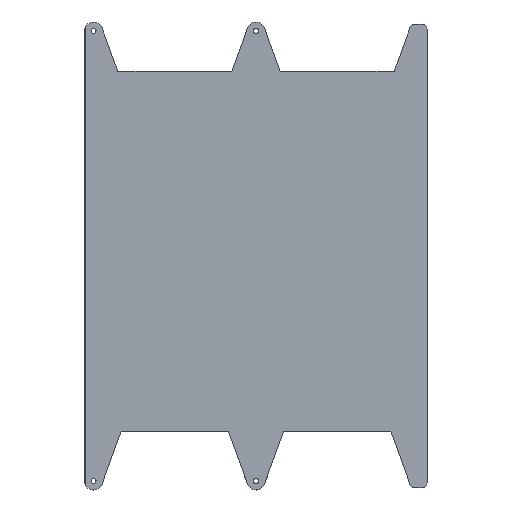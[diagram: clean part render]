
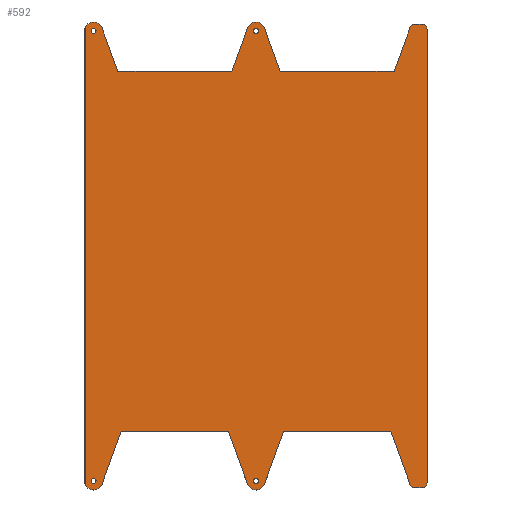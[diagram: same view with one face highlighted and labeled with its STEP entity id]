
A CAD part, top view. The second image highlights one B-rep face of the part: STEP entity #592.
In plain terms, the highlighted planar face has unit normal (0, 0, 1).
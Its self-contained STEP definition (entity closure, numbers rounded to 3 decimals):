
#15=FACE_BOUND('',#98,.T.);
#16=FACE_BOUND('',#99,.T.);
#17=FACE_BOUND('',#100,.T.);
#18=FACE_BOUND('',#101,.T.);
#23=CIRCLE('',#638,10.);
#24=CIRCLE('',#639,10.);
#25=CIRCLE('',#640,10.);
#26=CIRCLE('',#641,10.);
#27=CIRCLE('',#642,10.);
#28=CIRCLE('',#643,10.);
#29=CIRCLE('',#644,10.);
#30=CIRCLE('',#645,10.);
#31=CIRCLE('',#646,2.75);
#32=CIRCLE('',#647,2.75);
#33=CIRCLE('',#648,2.75);
#34=CIRCLE('',#649,2.75);
#47=PLANE('',#637);
#66=FACE_OUTER_BOUND('',#97,.T.);
#97=EDGE_LOOP('',(#408,#409,#410,#411,#412,#413,#414,#415,#416,#417,#418,
#419,#420,#421,#422,#423,#424,#425,#426,#427,#428,#429,#430,#431));
#98=EDGE_LOOP('',(#432));
#99=EDGE_LOOP('',(#433));
#100=EDGE_LOOP('',(#434));
#101=EDGE_LOOP('',(#435));
#135=LINE('',#875,#196);
#137=LINE('',#888,#198);
#138=LINE('',#890,#199);
#139=LINE('',#892,#200);
#140=LINE('',#896,#201);
#141=LINE('',#898,#202);
#142=LINE('',#900,#203);
#143=LINE('',#904,#204);
#144=LINE('',#908,#205);
#145=LINE('',#912,#206);
#146=LINE('',#916,#207);
#147=LINE('',#918,#208);
#148=LINE('',#920,#209);
#149=LINE('',#924,#210);
#150=LINE('',#926,#211);
#151=LINE('',#928,#212);
#196=VECTOR('',#695,10.);
#198=VECTOR('',#701,10.);
#199=VECTOR('',#702,10.);
#200=VECTOR('',#703,10.);
#201=VECTOR('',#706,10.);
#202=VECTOR('',#707,10.);
#203=VECTOR('',#708,10.);
#204=VECTOR('',#711,10.);
#205=VECTOR('',#714,10.);
#206=VECTOR('',#717,10.);
#207=VECTOR('',#720,10.);
#208=VECTOR('',#721,10.);
#209=VECTOR('',#722,10.);
#210=VECTOR('',#725,10.);
#211=VECTOR('',#726,10.);
#212=VECTOR('',#727,10.);
#260=VERTEX_POINT('',#867);
#261=VERTEX_POINT('',#874);
#263=VERTEX_POINT('',#885);
#264=VERTEX_POINT('',#887);
#265=VERTEX_POINT('',#889);
#266=VERTEX_POINT('',#891);
#267=VERTEX_POINT('',#893);
#268=VERTEX_POINT('',#895);
#269=VERTEX_POINT('',#897);
#270=VERTEX_POINT('',#899);
#271=VERTEX_POINT('',#901);
#272=VERTEX_POINT('',#903);
#273=VERTEX_POINT('',#905);
#274=VERTEX_POINT('',#907);
#275=VERTEX_POINT('',#909);
#276=VERTEX_POINT('',#911);
#277=VERTEX_POINT('',#913);
#278=VERTEX_POINT('',#915);
#279=VERTEX_POINT('',#917);
#280=VERTEX_POINT('',#919);
#281=VERTEX_POINT('',#921);
#282=VERTEX_POINT('',#923);
#283=VERTEX_POINT('',#925);
#284=VERTEX_POINT('',#927);
#285=VERTEX_POINT('',#930);
#286=VERTEX_POINT('',#932);
#287=VERTEX_POINT('',#934);
#288=VERTEX_POINT('',#936);
#318=EDGE_CURVE('',#260,#261,#135,.T.);
#321=EDGE_CURVE('',#260,#263,#23,.T.);
#322=EDGE_CURVE('',#263,#264,#137,.T.);
#323=EDGE_CURVE('',#264,#265,#138,.T.);
#324=EDGE_CURVE('',#265,#266,#139,.T.);
#325=EDGE_CURVE('',#266,#267,#24,.T.);
#326=EDGE_CURVE('',#267,#268,#140,.T.);
#327=EDGE_CURVE('',#268,#269,#141,.T.);
#328=EDGE_CURVE('',#269,#270,#142,.T.);
#329=EDGE_CURVE('',#270,#271,#25,.T.);
#330=EDGE_CURVE('',#271,#272,#143,.T.);
#331=EDGE_CURVE('',#272,#273,#26,.T.);
#332=EDGE_CURVE('',#273,#274,#144,.T.);
#333=EDGE_CURVE('',#274,#275,#27,.T.);
#334=EDGE_CURVE('',#275,#276,#145,.T.);
#335=EDGE_CURVE('',#276,#277,#28,.T.);
#336=EDGE_CURVE('',#277,#278,#146,.T.);
#337=EDGE_CURVE('',#278,#279,#147,.T.);
#338=EDGE_CURVE('',#279,#280,#148,.T.);
#339=EDGE_CURVE('',#280,#281,#29,.T.);
#340=EDGE_CURVE('',#281,#282,#149,.T.);
#341=EDGE_CURVE('',#282,#283,#150,.T.);
#342=EDGE_CURVE('',#283,#284,#151,.T.);
#343=EDGE_CURVE('',#284,#261,#30,.T.);
#344=EDGE_CURVE('',#285,#285,#31,.T.);
#345=EDGE_CURVE('',#286,#286,#32,.T.);
#346=EDGE_CURVE('',#287,#287,#33,.T.);
#347=EDGE_CURVE('',#288,#288,#34,.T.);
#408=ORIENTED_EDGE('',*,*,#318,.F.);
#409=ORIENTED_EDGE('',*,*,#321,.T.);
#410=ORIENTED_EDGE('',*,*,#322,.T.);
#411=ORIENTED_EDGE('',*,*,#323,.T.);
#412=ORIENTED_EDGE('',*,*,#324,.T.);
#413=ORIENTED_EDGE('',*,*,#325,.T.);
#414=ORIENTED_EDGE('',*,*,#326,.T.);
#415=ORIENTED_EDGE('',*,*,#327,.T.);
#416=ORIENTED_EDGE('',*,*,#328,.T.);
#417=ORIENTED_EDGE('',*,*,#329,.T.);
#418=ORIENTED_EDGE('',*,*,#330,.T.);
#419=ORIENTED_EDGE('',*,*,#331,.T.);
#420=ORIENTED_EDGE('',*,*,#332,.T.);
#421=ORIENTED_EDGE('',*,*,#333,.T.);
#422=ORIENTED_EDGE('',*,*,#334,.T.);
#423=ORIENTED_EDGE('',*,*,#335,.T.);
#424=ORIENTED_EDGE('',*,*,#336,.T.);
#425=ORIENTED_EDGE('',*,*,#337,.T.);
#426=ORIENTED_EDGE('',*,*,#338,.T.);
#427=ORIENTED_EDGE('',*,*,#339,.T.);
#428=ORIENTED_EDGE('',*,*,#340,.T.);
#429=ORIENTED_EDGE('',*,*,#341,.T.);
#430=ORIENTED_EDGE('',*,*,#342,.T.);
#431=ORIENTED_EDGE('',*,*,#343,.T.);
#432=ORIENTED_EDGE('',*,*,#344,.T.);
#433=ORIENTED_EDGE('',*,*,#345,.T.);
#434=ORIENTED_EDGE('',*,*,#346,.T.);
#435=ORIENTED_EDGE('',*,*,#347,.T.);
#592=ADVANCED_FACE('',(#66,#15,#16,#17,#18),#47,.T.);
#637=AXIS2_PLACEMENT_3D('',#884,#697,#698);
#638=AXIS2_PLACEMENT_3D('',#886,#699,#700);
#639=AXIS2_PLACEMENT_3D('',#894,#704,#705);
#640=AXIS2_PLACEMENT_3D('',#902,#709,#710);
#641=AXIS2_PLACEMENT_3D('',#906,#712,#713);
#642=AXIS2_PLACEMENT_3D('',#910,#715,#716);
#643=AXIS2_PLACEMENT_3D('',#914,#718,#719);
#644=AXIS2_PLACEMENT_3D('',#922,#723,#724);
#645=AXIS2_PLACEMENT_3D('',#929,#728,#729);
#646=AXIS2_PLACEMENT_3D('',#931,#730,#731);
#647=AXIS2_PLACEMENT_3D('',#933,#732,#733);
#648=AXIS2_PLACEMENT_3D('',#935,#734,#735);
#649=AXIS2_PLACEMENT_3D('',#937,#736,#737);
#695=DIRECTION('',(0.,1.,0.));
#697=DIRECTION('center_axis',(0.,0.,1.));
#698=DIRECTION('ref_axis',(1.,0.,0.));
#699=DIRECTION('center_axis',(0.,0.,1.));
#700=DIRECTION('ref_axis',(-1.,0.,0.));
#701=DIRECTION('',(0.342,0.94,0.));
#702=DIRECTION('',(1.,0.,0.));
#703=DIRECTION('',(0.342,-0.94,0.));
#704=DIRECTION('center_axis',(0.,0.,1.));
#705=DIRECTION('ref_axis',(-1.,0.,0.));
#706=DIRECTION('',(0.342,0.94,0.));
#707=DIRECTION('',(1.,0.,0.));
#708=DIRECTION('',(0.342,-0.94,0.));
#709=DIRECTION('center_axis',(0.,0.,1.));
#710=DIRECTION('ref_axis',(-0.876,0.483,0.));
#711=DIRECTION('',(1.,0.,0.));
#712=DIRECTION('center_axis',(0.,0.,1.));
#713=DIRECTION('ref_axis',(-0.876,0.483,0.));
#714=DIRECTION('',(0.,1.,0.));
#715=DIRECTION('center_axis',(0.,0.,1.));
#716=DIRECTION('ref_axis',(1.,0.,0.));
#717=DIRECTION('',(-1.,0.,0.));
#718=DIRECTION('center_axis',(0.,0.,1.));
#719=DIRECTION('ref_axis',(1.,0.,0.));
#720=DIRECTION('',(-0.342,-0.94,0.));
#721=DIRECTION('',(-1.,0.,0.));
#722=DIRECTION('',(-0.342,0.94,0.));
#723=DIRECTION('center_axis',(0.,0.,1.));
#724=DIRECTION('ref_axis',(1.,0.,0.));
#725=DIRECTION('',(-0.342,-0.94,0.));
#726=DIRECTION('',(-1.,0.,0.));
#727=DIRECTION('',(-0.342,0.94,0.));
#728=DIRECTION('center_axis',(0.,0.,1.));
#729=DIRECTION('ref_axis',(1.,0.,0.));
#730=DIRECTION('center_axis',(0.,0.,-1.));
#731=DIRECTION('ref_axis',(1.,0.,0.));
#732=DIRECTION('center_axis',(0.,0.,-1.));
#733=DIRECTION('ref_axis',(1.,0.,0.));
#734=DIRECTION('center_axis',(0.,0.,-1.));
#735=DIRECTION('ref_axis',(1.,0.,0.));
#736=DIRECTION('center_axis',(0.,0.,-1.));
#737=DIRECTION('ref_axis',(1.,0.,0.));
#867=CARTESIAN_POINT('',(-189.,-255.268,10.));
#874=CARTESIAN_POINT('',(-189.,255.268,10.));
#875=CARTESIAN_POINT('',(-189.,241.25,10.));
#884=CARTESIAN_POINT('Origin',(0.,232.5,10.));
#885=CARTESIAN_POINT('',(-171.103,-253.42,10.));
#886=CARTESIAN_POINT('Origin',(-180.5,-250.,10.));
#887=CARTESIAN_POINT('',(-149.84,-195.,10.));
#888=CARTESIAN_POINT('',(-149.84,-195.,10.));
#889=CARTESIAN_POINT('',(-30.66,-195.,10.));
#890=CARTESIAN_POINT('',(149.84,-195.,10.));
#891=CARTESIAN_POINT('',(-9.397,-253.42,10.));
#892=CARTESIAN_POINT('',(-30.66,-195.,10.));
#893=CARTESIAN_POINT('',(9.397,-253.42,10.));
#894=CARTESIAN_POINT('Origin',(0.,-250.,10.));
#895=CARTESIAN_POINT('',(30.66,-195.,10.));
#896=CARTESIAN_POINT('',(9.397,-253.42,10.));
#897=CARTESIAN_POINT('',(149.84,-195.,10.));
#898=CARTESIAN_POINT('',(149.84,-195.,10.));
#899=CARTESIAN_POINT('',(171.103,-253.42,10.));
#900=CARTESIAN_POINT('',(149.84,-195.,10.));
#901=CARTESIAN_POINT('',(173.886,-257.5,10.));
#902=CARTESIAN_POINT('Origin',(180.5,-250.,10.));
#903=CARTESIAN_POINT('',(187.114,-257.5,10.));
#904=CARTESIAN_POINT('',(173.886,-257.5,10.));
#905=CARTESIAN_POINT('',(190.5,-250.,10.));
#906=CARTESIAN_POINT('Origin',(180.5,-250.,10.));
#907=CARTESIAN_POINT('',(190.5,250.,10.));
#908=CARTESIAN_POINT('',(190.5,260.,10.));
#909=CARTESIAN_POINT('',(187.114,257.5,10.));
#910=CARTESIAN_POINT('Origin',(180.5,250.,10.));
#911=CARTESIAN_POINT('',(173.886,257.5,10.));
#912=CARTESIAN_POINT('',(173.886,257.5,10.));
#913=CARTESIAN_POINT('',(171.103,253.42,10.));
#914=CARTESIAN_POINT('Origin',(180.5,250.,10.));
#915=CARTESIAN_POINT('',(153.48,205.,10.));
#916=CARTESIAN_POINT('',(153.48,205.,10.));
#917=CARTESIAN_POINT('',(27.02,205.,10.));
#918=CARTESIAN_POINT('',(-153.48,205.,10.));
#919=CARTESIAN_POINT('',(9.397,253.42,10.));
#920=CARTESIAN_POINT('',(9.397,253.42,10.));
#921=CARTESIAN_POINT('',(-9.397,253.42,10.));
#922=CARTESIAN_POINT('Origin',(0.,250.,10.));
#923=CARTESIAN_POINT('',(-27.02,205.,10.));
#924=CARTESIAN_POINT('',(-27.02,205.,10.));
#925=CARTESIAN_POINT('',(-153.48,205.,10.));
#926=CARTESIAN_POINT('',(-153.48,205.,10.));
#927=CARTESIAN_POINT('',(-171.103,253.42,10.));
#928=CARTESIAN_POINT('',(-171.823,255.398,10.));
#929=CARTESIAN_POINT('Origin',(-180.5,250.,10.));
#930=CARTESIAN_POINT('',(-2.75,250.,10.));
#931=CARTESIAN_POINT('Origin',(0.,250.,10.));
#932=CARTESIAN_POINT('',(-2.75,-250.,10.));
#933=CARTESIAN_POINT('Origin',(0.,-250.,10.));
#934=CARTESIAN_POINT('',(-183.25,250.,10.));
#935=CARTESIAN_POINT('Origin',(-180.5,250.,10.));
#936=CARTESIAN_POINT('',(-183.25,-250.,10.));
#937=CARTESIAN_POINT('Origin',(-180.5,-250.,10.));
